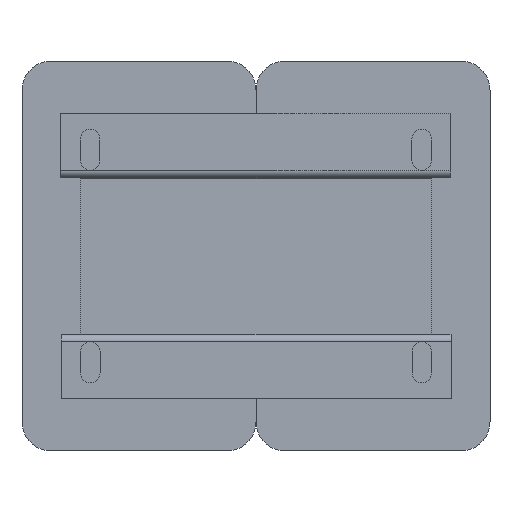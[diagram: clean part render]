
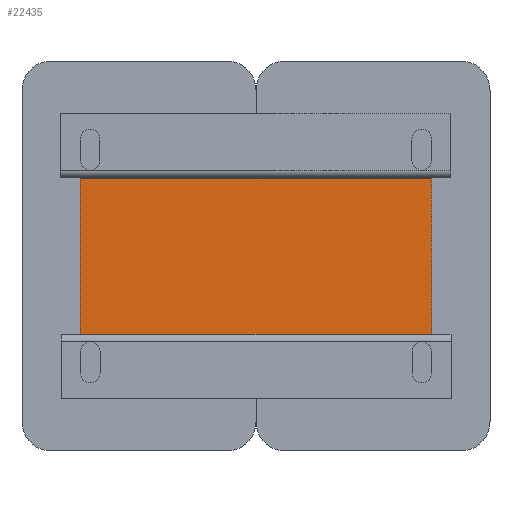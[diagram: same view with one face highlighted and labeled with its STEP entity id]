
A CAD part, front view. The second image highlights one B-rep face of the part: STEP entity #22435.
In plain terms, the highlighted planar face has unit normal (0, -1, 0).
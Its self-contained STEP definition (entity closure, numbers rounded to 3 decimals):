
#779 = DIRECTION ( 'NONE',  ( 0., 0., 1. ) ) ;
#861 = EDGE_CURVE ( 'NONE', #27932, #16016, #14582, .T. ) ;
#1291 = CARTESIAN_POINT ( 'NONE',  ( -90., -150., -40. ) ) ;
#1332 = VECTOR ( 'NONE', #20282, 1000. ) ;
#1577 = EDGE_LOOP ( 'NONE', ( #23719, #24445, #13106, #5743 ) ) ;
#1958 = CARTESIAN_POINT ( 'NONE',  ( -90., -150., 40. ) ) ;
#2132 = AXIS2_PLACEMENT_3D ( 'NONE', #14283, #20242, #779 ) ;
#3214 = VERTEX_POINT ( 'NONE', #7339 ) ;
#3740 = EDGE_CURVE ( 'NONE', #16016, #3214, #26573, .T. ) ;
#5614 = VERTEX_POINT ( 'NONE', #1291 ) ;
#5743 = ORIENTED_EDGE ( 'NONE', *, *, #21831, .T. ) ;
#6208 = CARTESIAN_POINT ( 'NONE',  ( -90., -150., 40. ) ) ;
#6901 = VECTOR ( 'NONE', #22326, 1000. ) ;
#7339 = CARTESIAN_POINT ( 'NONE',  ( 90., -150., -40. ) ) ;
#9363 = VECTOR ( 'NONE', #13308, 1000. ) ;
#12332 = LINE ( 'NONE', #1958, #9363 ) ;
#12532 = CARTESIAN_POINT ( 'NONE',  ( -90., -150., 40. ) ) ;
#13106 = ORIENTED_EDGE ( 'NONE', *, *, #861, .F. ) ;
#13308 = DIRECTION ( 'NONE',  ( 0., 0., -1. ) ) ;
#14283 = CARTESIAN_POINT ( 'NONE',  ( -90., -150., 40. ) ) ;
#14582 = LINE ( 'NONE', #6208, #14599 ) ;
#14599 = VECTOR ( 'NONE', #21108, 1000. ) ;
#16016 = VERTEX_POINT ( 'NONE', #22152 ) ;
#16412 = PLANE ( 'NONE',  #2132 ) ;
#17733 = CARTESIAN_POINT ( 'NONE',  ( -90., -150., -40. ) ) ;
#18058 = CARTESIAN_POINT ( 'NONE',  ( 90., -150., 40. ) ) ;
#18528 = FACE_OUTER_BOUND ( 'NONE', #1577, .T. ) ;
#20242 = DIRECTION ( 'NONE',  ( 0., 1., 0. ) ) ;
#20282 = DIRECTION ( 'NONE',  ( 1., 0., 0. ) ) ;
#21108 = DIRECTION ( 'NONE',  ( 1., 0., 0. ) ) ;
#21831 = EDGE_CURVE ( 'NONE', #27932, #5614, #12332, .T. ) ;
#22143 = LINE ( 'NONE', #17733, #1332 ) ;
#22152 = CARTESIAN_POINT ( 'NONE',  ( 90., -150., 40. ) ) ;
#22326 = DIRECTION ( 'NONE',  ( 0., 0., -1. ) ) ;
#22435 = ADVANCED_FACE ( 'NONE', ( #18528 ), #16412, .F. ) ;
#23719 = ORIENTED_EDGE ( 'NONE', *, *, #27272, .T. ) ;
#24445 = ORIENTED_EDGE ( 'NONE', *, *, #3740, .F. ) ;
#26573 = LINE ( 'NONE', #18058, #6901 ) ;
#27272 = EDGE_CURVE ( 'NONE', #5614, #3214, #22143, .T. ) ;
#27932 = VERTEX_POINT ( 'NONE', #12532 ) ;
